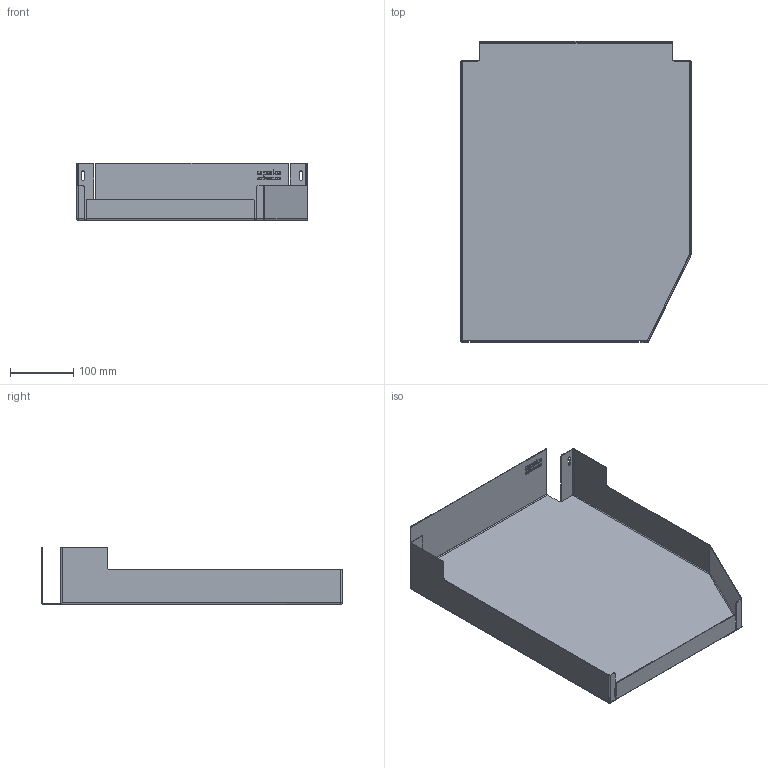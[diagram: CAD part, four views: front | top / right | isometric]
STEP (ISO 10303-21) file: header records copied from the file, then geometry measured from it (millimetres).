
FILE_DESCRIPTION(/* description */ (''),/* implementation_level */ '2;1');
FILE_NAME(/* name */ '3D_100-1221-XX_re_1 106225.stp',/* time_stamp */ '2022-03-17T15:52:12+01:00',/* author */ ('ps'),/* organization */ (''),/* preprocessor_version */ 'ST-DEVELOPER v18.1',/* originating_system */ 'Autodesk Inventor 2021',/* authorisation */ '');
FILE_SCHEMA (('CONFIG_CONTROL_DESIGN'));
Length unit declared in the file: millimetre
Products named in the file (1): Tablar Liro 3/3 B450 rechts 1er
Bounding box: 364.5 x 475.01 x 90 mm (x, y, z)
Volume: 325357.4 mm3; surface area: 523706.5 mm2
Topology: 1 solids, 1 shells, 520 faces, 1365 edges, 893 vertices
Faces by surface type: plane 406, cylinder 94, bspline 16, sphere 4
Entity records: 18054 total; most frequent: CARTESIAN_POINT 5105, ORIENTED_EDGE 2730, DIRECTION 2524, EDGE_CURVE 1365, LINE 1148, VECTOR 1148, VERTEX_POINT 893, AXIS2_PLACEMENT_3D 688
